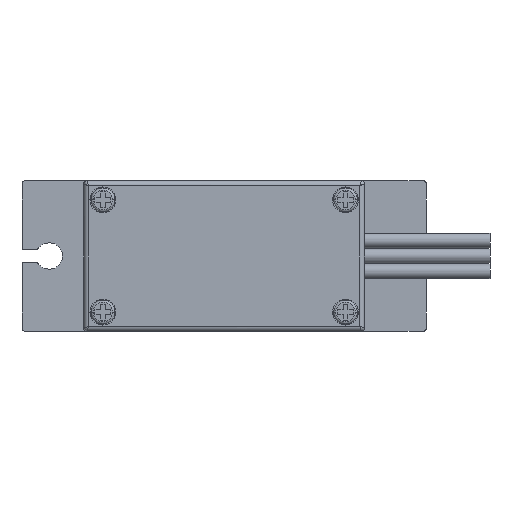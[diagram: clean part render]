
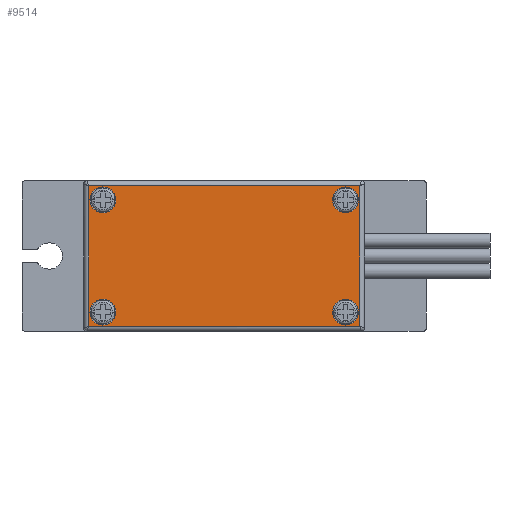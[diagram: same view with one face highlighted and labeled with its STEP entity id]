
A CAD part, front view. The second image highlights one B-rep face of the part: STEP entity #9514.
In plain terms, the highlighted planar face has unit normal (0, -1, 0).
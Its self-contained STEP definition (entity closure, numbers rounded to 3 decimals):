
#118=CARTESIAN_POINT('',(-1.524,-22.6,10.476));
#119=DIRECTION('',(0.,1.,0.));
#120=DIRECTION('',(1.,0.,0.));
#121=AXIS2_PLACEMENT_3D('',#118,#119,#120);
#123=CARTESIAN_POINT('',(-1.524,-22.6,10.476));
#124=DIRECTION('',(0.,1.,0.));
#125=DIRECTION('',(-1.,0.,0.));
#126=AXIS2_PLACEMENT_3D('',#123,#124,#125);
#128=CARTESIAN_POINT('',(-1.524,-22.6,1.524));
#129=DIRECTION('',(0.,1.,0.));
#130=DIRECTION('',(1.,0.,0.));
#131=AXIS2_PLACEMENT_3D('',#128,#129,#130);
#133=CARTESIAN_POINT('',(-1.524,-22.6,1.524));
#134=DIRECTION('',(0.,1.,0.));
#135=DIRECTION('',(-1.,0.,0.));
#136=AXIS2_PLACEMENT_3D('',#133,#134,#135);
#138=CARTESIAN_POINT('',(-20.876,-22.6,10.476));
#139=DIRECTION('',(0.,1.,0.));
#140=DIRECTION('',(1.,0.,0.));
#141=AXIS2_PLACEMENT_3D('',#138,#139,#140);
#143=CARTESIAN_POINT('',(-20.876,-22.6,10.476));
#144=DIRECTION('',(0.,1.,0.));
#145=DIRECTION('',(-1.,0.,0.));
#146=AXIS2_PLACEMENT_3D('',#143,#144,#145);
#148=CARTESIAN_POINT('',(-20.876,-22.6,1.524));
#149=DIRECTION('',(0.,1.,0.));
#150=DIRECTION('',(1.,0.,0.));
#151=AXIS2_PLACEMENT_3D('',#148,#149,#150);
#153=CARTESIAN_POINT('',(-20.876,-22.6,1.524));
#154=DIRECTION('',(0.,1.,0.));
#155=DIRECTION('',(-1.,0.,0.));
#156=AXIS2_PLACEMENT_3D('',#153,#154,#155);
#170=DIRECTION('',(1.,0.,0.));
#171=VECTOR('',#170,21.638);
#172=CARTESIAN_POINT('',(-22.019,-22.6,11.619));
#173=LINE('',#172,#171);
#207=DIRECTION('',(0.,0.,-1.));
#208=VECTOR('',#207,11.238);
#209=CARTESIAN_POINT('',(-0.381,-22.6,11.619));
#210=LINE('',#209,#208);
#260=DIRECTION('',(-1.,0.,0.));
#261=VECTOR('',#260,21.638);
#262=CARTESIAN_POINT('',(-0.381,-22.6,0.381));
#263=LINE('',#262,#261);
#4754=DIRECTION('',(0.,0.,1.));
#4755=VECTOR('',#4754,11.238);
#4756=CARTESIAN_POINT('',(-22.019,-22.6,0.381));
#4757=LINE('',#4756,#4755);
#7843=CARTESIAN_POINT('',(-22.019,-22.6,11.619));
#7844=CARTESIAN_POINT('',(-0.381,-22.6,11.619));
#7845=VERTEX_POINT('',#7843);
#7846=VERTEX_POINT('',#7844);
#7847=CARTESIAN_POINT('',(-22.019,-22.6,0.381));
#7848=VERTEX_POINT('',#7847);
#7849=CARTESIAN_POINT('',(-0.381,-22.6,0.381));
#7850=VERTEX_POINT('',#7849);
#9209=CARTESIAN_POINT('',(-19.847,-22.6,1.524));
#9211=VERTEX_POINT('',#9209);
#9212=CARTESIAN_POINT('',(-21.905,-22.6,1.524));
#9213=VERTEX_POINT('',#9212);
#9225=CARTESIAN_POINT('',(-19.847,-22.6,10.476));
#9227=VERTEX_POINT('',#9225);
#9228=CARTESIAN_POINT('',(-21.905,-22.6,10.476));
#9229=VERTEX_POINT('',#9228);
#9241=CARTESIAN_POINT('',(-0.495,-22.6,1.524));
#9243=VERTEX_POINT('',#9241);
#9244=CARTESIAN_POINT('',(-2.553,-22.6,1.524));
#9245=VERTEX_POINT('',#9244);
#9257=CARTESIAN_POINT('',(-0.495,-22.6,10.476));
#9259=VERTEX_POINT('',#9257);
#9260=CARTESIAN_POINT('',(-2.553,-22.6,10.476));
#9261=VERTEX_POINT('',#9260);
#9477=CARTESIAN_POINT('',(0.,-22.6,12.));
#9478=DIRECTION('',(0.,1.,0.));
#9479=DIRECTION('',(-1.,0.,0.));
#9480=AXIS2_PLACEMENT_3D('',#9477,#9478,#9479);
#9481=PLANE('',#9480);
#9483=ORIENTED_EDGE('',*,*,#9482,.T.);
#9485=ORIENTED_EDGE('',*,*,#9484,.T.);
#9487=ORIENTED_EDGE('',*,*,#9486,.T.);
#9489=ORIENTED_EDGE('',*,*,#9488,.T.);
#9490=EDGE_LOOP('',(#9483,#9485,#9487,#9489));
#9491=FACE_OUTER_BOUND('',#9490,.F.);
#9492=ORIENTED_EDGE('',*,*,#9456,.F.);
#9493=ORIENTED_EDGE('',*,*,#9472,.F.);
#9494=EDGE_LOOP('',(#9492,#9493));
#9495=FACE_BOUND('',#9494,.F.);
#9497=ORIENTED_EDGE('',*,*,#9496,.F.);
#9499=ORIENTED_EDGE('',*,*,#9498,.F.);
#9500=EDGE_LOOP('',(#9497,#9499));
#9501=FACE_BOUND('',#9500,.F.);
#9503=ORIENTED_EDGE('',*,*,#9502,.F.);
#9505=ORIENTED_EDGE('',*,*,#9504,.F.);
#9506=EDGE_LOOP('',(#9503,#9505));
#9507=FACE_BOUND('',#9506,.F.);
#9509=ORIENTED_EDGE('',*,*,#9508,.F.);
#9511=ORIENTED_EDGE('',*,*,#9510,.F.);
#9512=EDGE_LOOP('',(#9509,#9511));
#9513=FACE_BOUND('',#9512,.F.);
#9514=ADVANCED_FACE('',(#9491,#9495,#9501,#9507,#9513),#9481,.F.);
#122=CIRCLE('',#121,1.029);
#127=CIRCLE('',#126,1.029);
#132=CIRCLE('',#131,1.029);
#137=CIRCLE('',#136,1.029);
#142=CIRCLE('',#141,1.029);
#147=CIRCLE('',#146,1.029);
#152=CIRCLE('',#151,1.029);
#157=CIRCLE('',#156,1.029);
#9456=EDGE_CURVE('',#9259,#9261,#122,.T.);
#9472=EDGE_CURVE('',#9261,#9259,#127,.T.);
#9482=EDGE_CURVE('',#7845,#7846,#173,.T.);
#9484=EDGE_CURVE('',#7846,#7850,#210,.T.);
#9486=EDGE_CURVE('',#7850,#7848,#263,.T.);
#9488=EDGE_CURVE('',#7848,#7845,#4757,.T.);
#9496=EDGE_CURVE('',#9243,#9245,#132,.T.);
#9498=EDGE_CURVE('',#9245,#9243,#137,.T.);
#9502=EDGE_CURVE('',#9227,#9229,#142,.T.);
#9504=EDGE_CURVE('',#9229,#9227,#147,.T.);
#9508=EDGE_CURVE('',#9211,#9213,#152,.T.);
#9510=EDGE_CURVE('',#9213,#9211,#157,.T.);
